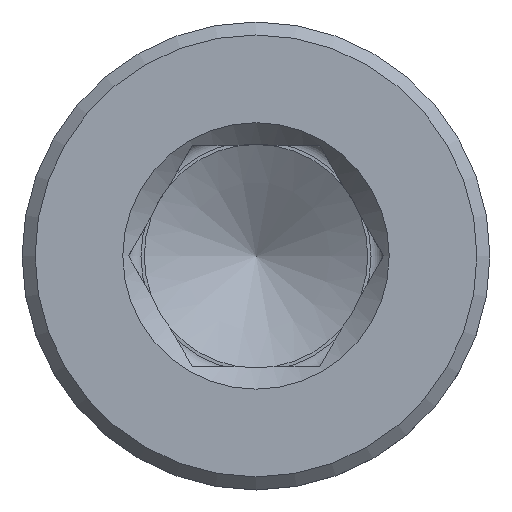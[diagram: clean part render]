
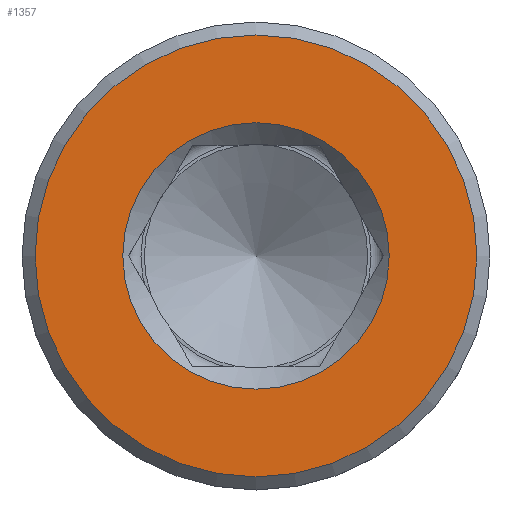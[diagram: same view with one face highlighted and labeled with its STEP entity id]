
A CAD part, top view. The second image highlights one B-rep face of the part: STEP entity #1357.
In plain terms, the highlighted planar face has unit normal (0, 0, 1).
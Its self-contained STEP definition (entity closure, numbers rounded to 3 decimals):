
#1314=CARTESIAN_POINT('',(10.25,0.,21.0));
#1315=VERTEX_POINT('',#1314);
#1316=CARTESIAN_POINT('',(0.0,0.0,21.0));
#1317=DIRECTION('',(0.0,0.0,-1.0));
#1318=DIRECTION('',(-1.0,0.0,0.0));
#1319=AXIS2_PLACEMENT_3D('',#1316,#1317,#1318);
#1320=CIRCLE('',#1319,10.25);
#1321=EDGE_CURVE('',#1315,#1315,#1320,.T.);
#1331=CARTESIAN_POINT('',(17.0,0.,21.0));
#1332=VERTEX_POINT('',#1331);
#1333=CARTESIAN_POINT('',(0.0,0.0,21.0));
#1334=DIRECTION('',(0.0,0.0,-1.0));
#1335=DIRECTION('',(-1.0,0.0,0.0));
#1336=AXIS2_PLACEMENT_3D('',#1333,#1334,#1335);
#1337=CIRCLE('',#1336,17.0);
#1338=EDGE_CURVE('',#1332,#1332,#1337,.T.);
#1346=CARTESIAN_POINT('',(0.0,0.0,21.0));
#1347=DIRECTION('',(0.0,0.0,-1.0));
#1348=DIRECTION('',(-1.0,0.0,0.0));
#1349=AXIS2_PLACEMENT_3D('',#1346,#1347,#1348);
#1350=PLANE('',#1349);
#1351=ORIENTED_EDGE('',*,*,#1338,.F.);
#1352=EDGE_LOOP('',(#1351));
#1353=FACE_OUTER_BOUND('',#1352,.T.);
#1354=ORIENTED_EDGE('',*,*,#1321,.T.);
#1355=EDGE_LOOP('',(#1354));
#1356=FACE_BOUND('',#1355,.T.);
#1357=ADVANCED_FACE('',(#1353,#1356),#1350,.F.);
